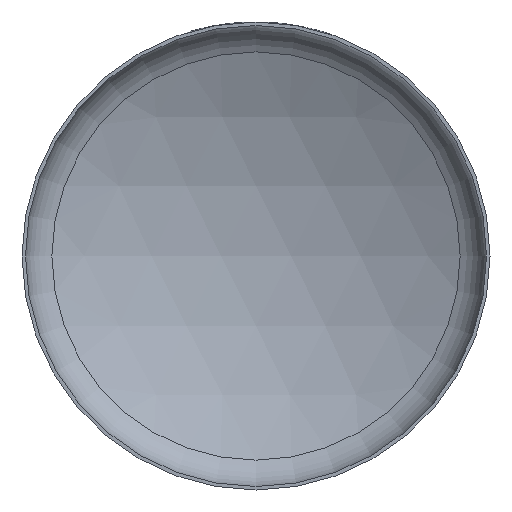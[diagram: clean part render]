
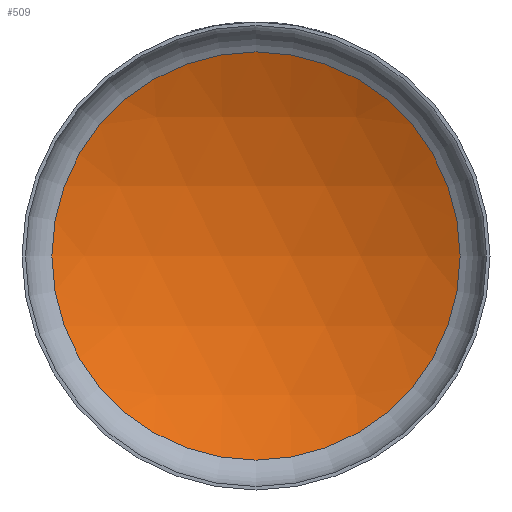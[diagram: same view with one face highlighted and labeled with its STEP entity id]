
A CAD part, front view. The second image highlights one B-rep face of the part: STEP entity #509.
In plain terms, the highlighted spherical face has radius 400 mm.
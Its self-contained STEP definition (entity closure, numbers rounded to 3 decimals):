
#509 = ADVANCED_FACE ( 'NONE', ( #8061 ), #27418, .F. ) ;
#3614 = CARTESIAN_POINT ( 'NONE',  ( 0., 51.996, -174.444 ) ) ;
#8040 = AXIS2_PLACEMENT_3D ( 'NONE', #17336, #19745, #24261 ) ;
#8051 = VERTEX_POINT ( 'NONE', #3614 ) ;
#8061 = FACE_OUTER_BOUND ( 'NONE', #24164, .T. ) ;
#8548 = CARTESIAN_POINT ( 'NONE',  ( 0., 51.996, 0. ) ) ;
#8583 = ORIENTED_EDGE ( 'NONE', *, *, #9744, .T. ) ;
#8692 = CIRCLE ( 'NONE', #10669, 174.444 ) ;
#9744 = EDGE_CURVE ( 'NONE', #8051, #8051, #8692, .T. ) ;
#10669 = AXIS2_PLACEMENT_3D ( 'NONE', #8548, #24607, #10816 ) ;
#10816 = DIRECTION ( 'NONE',  ( 0., 0., -1. ) ) ;
#17336 = CARTESIAN_POINT ( 'NONE',  ( 0., -307.961, 0. ) ) ;
#19745 = DIRECTION ( 'NONE',  ( 0., 0., 1. ) ) ;
#24164 = EDGE_LOOP ( 'NONE', ( #8583 ) ) ;
#24261 = DIRECTION ( 'NONE',  ( 1., 0., 0. ) ) ;
#24607 = DIRECTION ( 'NONE',  ( 0., -1., 0. ) ) ;
#27418 = SPHERICAL_SURFACE ( 'NONE', #8040, 400. ) ;
